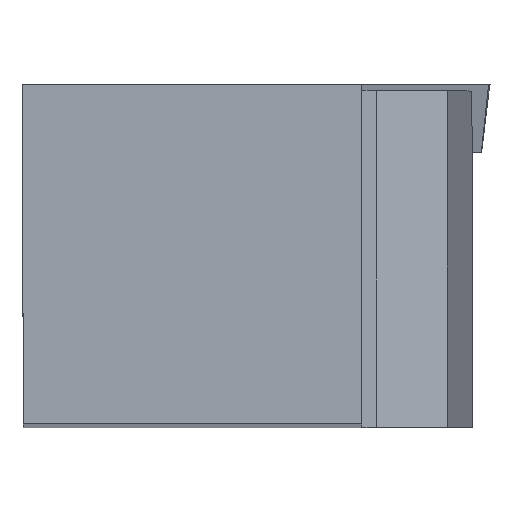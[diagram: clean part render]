
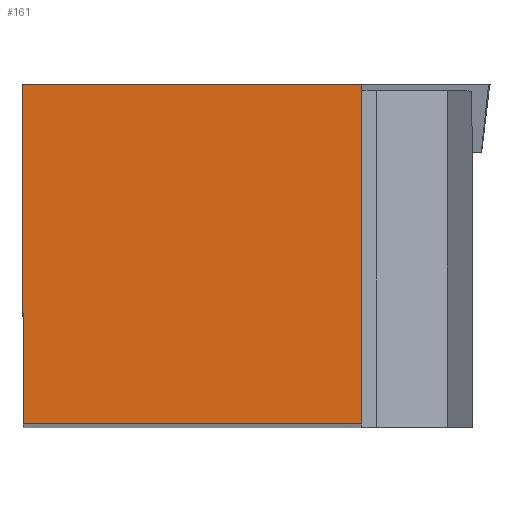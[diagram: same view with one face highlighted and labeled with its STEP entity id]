
A CAD part, top view. The second image highlights one B-rep face of the part: STEP entity #161.
In plain terms, the highlighted planar face has unit normal (0, 0, 1).
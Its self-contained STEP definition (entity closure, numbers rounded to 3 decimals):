
#129=FACE_OUTER_BOUND('',#365,.T.);
#161=ADVANCED_FACE('BLANK_BOXF006',(#129),#187,.F.);
#187=PLANE('',#799);
#207=LINE('',#1090,#265);
#223=LINE('',#1130,#281);
#233=LINE('',#1153,#291);
#236=LINE('',#1158,#294);
#265=VECTOR('',#888,1.);
#281=VECTOR('',#908,1.);
#291=VECTOR('',#926,1.);
#294=VECTOR('',#931,1.);
#365=EDGE_LOOP('',(#503,#504,#505,#506));
#503=ORIENTED_EDGE('',*,*,#650,.T.);
#504=ORIENTED_EDGE('',*,*,#647,.T.);
#505=ORIENTED_EDGE('',*,*,#618,.T.);
#506=ORIENTED_EDGE('',*,*,#635,.T.);
#556=VERTEX_POINT('',#1089);
#557=VERTEX_POINT('',#1091);
#571=VERTEX_POINT('',#1129);
#581=VERTEX_POINT('',#1154);
#618=EDGE_CURVE('',#557,#556,#207,.T.);
#635=EDGE_CURVE('',#556,#571,#223,.T.);
#647=EDGE_CURVE('',#581,#557,#233,.T.);
#650=EDGE_CURVE('',#571,#581,#236,.T.);
#799=AXIS2_PLACEMENT_3D('',#1225,#967,#968);
#888=DIRECTION('',(0.004,-1.,0.));
#908=DIRECTION('',(1.,0.,0.));
#926=DIRECTION('',(-1.,0.,0.));
#931=DIRECTION('',(0.,1.,0.));
#967=DIRECTION('',(0.,0.,-1.));
#968=DIRECTION('',(1.,0.,0.));
#1089=CARTESIAN_POINT('',(0.052,0.,0.));
#1090=CARTESIAN_POINT('',(-0.351,92.349,0.));
#1091=CARTESIAN_POINT('',(0.,11.875,0.));
#1129=CARTESIAN_POINT('',(11.875,0.,0.));
#1130=CARTESIAN_POINT('',(-92.35,0.,0.));
#1153=CARTESIAN_POINT('',(92.35,11.875,0.));
#1154=CARTESIAN_POINT('',(11.875,11.875,0.));
#1158=CARTESIAN_POINT('',(11.875,-92.35,0.));
#1225=CARTESIAN_POINT('',(27.35,-5.,0.));
